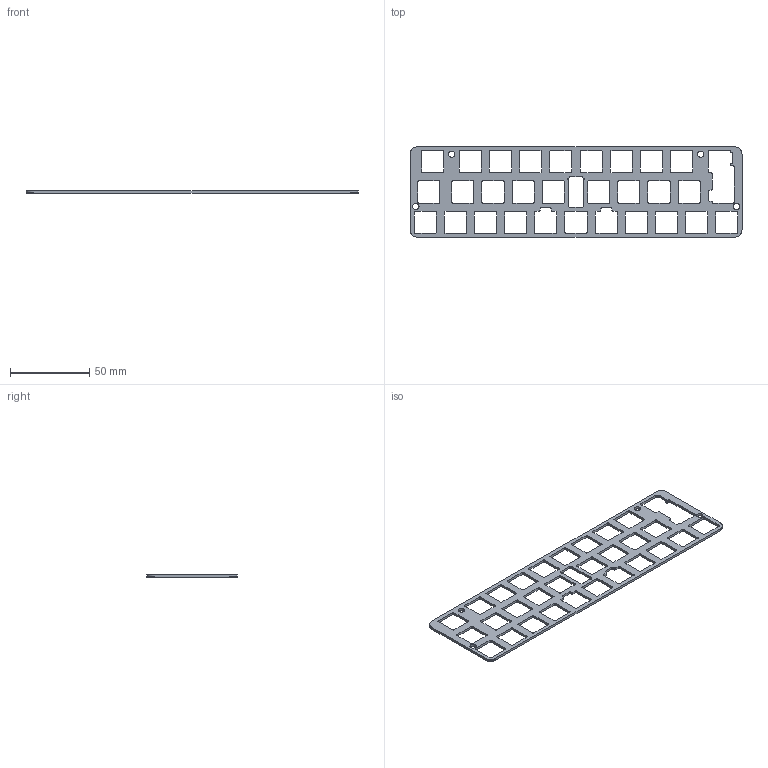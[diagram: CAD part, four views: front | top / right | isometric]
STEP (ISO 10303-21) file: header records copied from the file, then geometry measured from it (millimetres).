
FILE_DESCRIPTION(/* description */ (''),/* implementation_level */ '2;1');
FILE_NAME(/* name */ 'kicad_tsuru_plate v2.step',/* time_stamp */ '2024-03-02T19:44:25+01:00',/* author */ (''),/* organization */ (''),/* preprocessor_version */ 'ST-DEVELOPER v20',/* originating_system */ 'Autodesk Translation Framework v12.20.1.177',/* authorisation */ '');
FILE_SCHEMA (('AUTOMOTIVE_DESIGN { 1 0 10303 214 3 1 1 }'));
Length unit declared in the file: millimetre
Products named in the file (2): kicad_tsuru_plate; kicad_ktn_plate PCB
Assembly tree (1 placements, depth 2):
  kicad_tsuru_plate
    kicad_ktn_plate PCB
Bounding box: 209.55 x 57.15 x 1.6 mm (x, y, z)
Volume: 8834.7 mm3; surface area: 14786.5 mm2
Topology: 1 solids, 1 shells, 1118 faces, 3348 edges, 2232 vertices
Faces by surface type: plane 1114, cylinder 4
Full cylindrical faces by diameter (mm): 4 x4
Entity records: 37060 total; most frequent: CARTESIAN_POINT 6701, ORIENTED_EDGE 6696, DIRECTION 5598, EDGE_CURVE 3348, LINE 3340, VECTOR 3340, VERTEX_POINT 2232, EDGE_LOOP 1188
